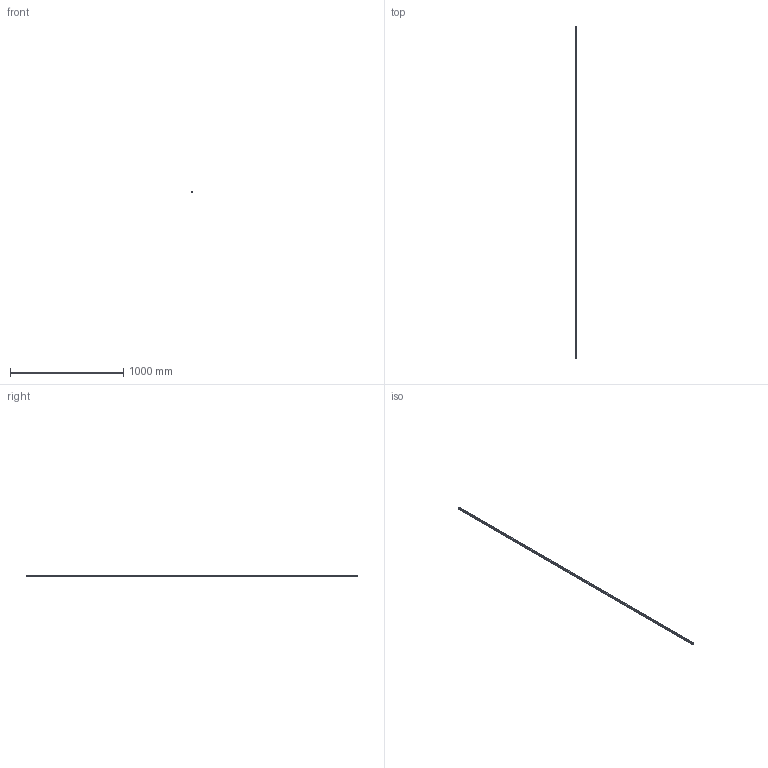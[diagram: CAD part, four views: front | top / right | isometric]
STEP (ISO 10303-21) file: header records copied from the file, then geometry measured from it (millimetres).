
FILE_DESCRIPTION(('STEP AP214'),'1');
FILE_NAME('cctmp_CD051D05-8504-4111-8D1C-638200BAF35F_2020_5_5_14_12_53_555..stp','2020-05-05T12:12:53',('HIWIN GmbH'),('CADClick - www.CADClick.com'),'Spatial InterOp 3D',' ','unknown authorization');
FILE_SCHEMA(('AUTOMOTIVE_DESIGN'));
Length unit declared in the file: millimetre
Products named in the file (1): HGR15R2930H_FILE
Bounding box: 15 x 2930 x 15 mm (x, y, z)
Volume: 538274.4 mm3; surface area: 195116.3 mm2
Topology: 1 solids, 1 shells, 556 faces, 1209 edges, 806 vertices
Faces by surface type: cylinder 320, plane 236
Entity records: 19945 total; most frequent: DIRECTION 2963, CARTESIAN_POINT 2572, ORIENTED_EDGE 2418, EDGE_CURVE 1209, AXIS2_PLACEMENT_3D 1197, VERTEX_POINT 806, EDGE_LOOP 707, CIRCLE 640
